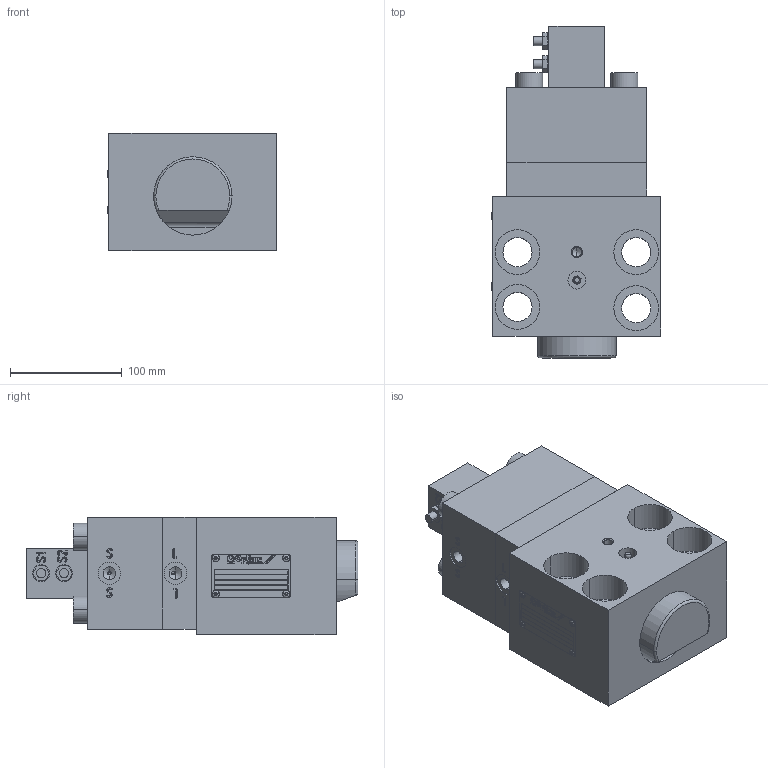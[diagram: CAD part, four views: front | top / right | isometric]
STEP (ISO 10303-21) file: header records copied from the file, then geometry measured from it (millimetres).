
FILE_DESCRIPTION(('STEP AP214'),'1');
FILE_NAME('38466409_HKS160_R_E.stp','2019-09-04T09:22:38',(' '),(' '),'Spatial InterOp 3D',' ',' ');
FILE_SCHEMA(('automotive_design'));
Length unit declared in the file: millimetre
Products named in the file (22): 1; 2; 3; 4; 5; 6; 7; 8; 9; 10; 11; 12; 13; 14; 15; 16; 17; 18; 19; 20; 21; 22
Bounding box: 151.5 x 296.48 x 105 mm (x, y, z)
Volume: 2711301 mm3; surface area: 386526.2 mm2
Topology: 22 solids, 23 shells, 978 faces, 2366 edges, 1522 vertices
Faces by surface type: plane 423, cylinder 271, extrusion 133, cone 66, torus 45, sphere 24, bspline 8, revolution 8
Entity records: 37945 total; most frequent: CARTESIAN_POINT 6612, DIRECTION 4696, ORIENTED_EDGE 4668, EDGE_CURVE 2334, AXIS2_PLACEMENT_3D 1655, VERTEX_POINT 1522, VECTOR 1378, LINE 1245
